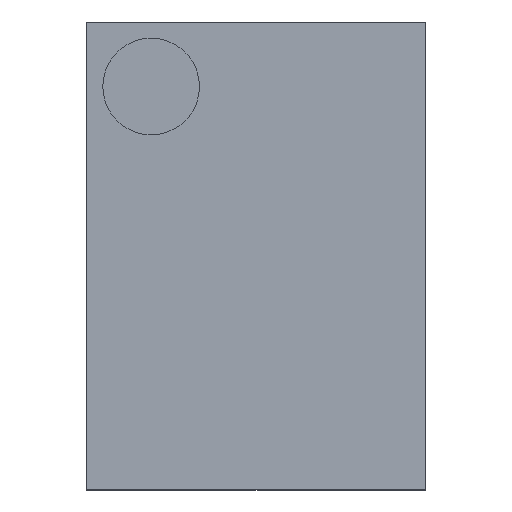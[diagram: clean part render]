
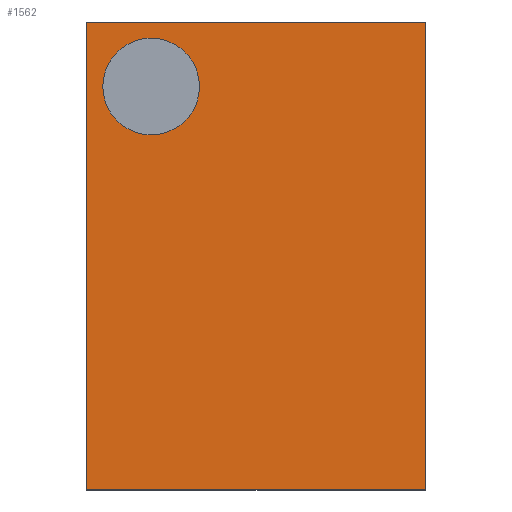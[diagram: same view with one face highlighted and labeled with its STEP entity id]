
A CAD part, top view. The second image highlights one B-rep face of the part: STEP entity #1562.
In plain terms, the highlighted planar face has unit normal (0, 0, 1).
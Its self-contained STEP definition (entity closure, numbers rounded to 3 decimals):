
#120=LINE($,#2342,#330);
#128=LINE($,#2355,#338);
#135=LINE($,#2364,#345);
#137=LINE($,#2367,#347);
#330=VECTOR($,#1904,1.45);
#338=VECTOR($,#1914,1.45);
#345=VECTOR($,#1923,1.05);
#347=VECTOR($,#1927,1.05);
#486=PLANE($,#1678);
#539=FACE_BOUND($,#676,.T.);
#581=FACE_OUTER_BOUND($,#675,.T.);
#675=EDGE_LOOP($,(#1313,#1314,#1315,#1316));
#676=EDGE_LOOP($,(#1317));
#731=CIRCLE($,#1638,0.15);
#735=VERTEX_POINT($,#2143);
#803=VERTEX_POINT($,#2339);
#804=VERTEX_POINT($,#2341);
#807=VERTEX_POINT($,#2352);
#808=VERTEX_POINT($,#2354);
#879=EDGE_CURVE($,#735,#735,#731,.T.);
#973=EDGE_CURVE($,#804,#803,#120,.T.);
#981=EDGE_CURVE($,#808,#807,#128,.T.);
#988=EDGE_CURVE($,#807,#804,#135,.T.);
#990=EDGE_CURVE($,#803,#808,#137,.T.);
#1313=ORIENTED_EDGE($,*,*,#990,.T.);
#1314=ORIENTED_EDGE($,*,*,#981,.T.);
#1315=ORIENTED_EDGE($,*,*,#988,.T.);
#1316=ORIENTED_EDGE($,*,*,#973,.T.);
#1317=ORIENTED_EDGE($,*,*,#879,.T.);
#1562=ADVANCED_FACE($,(#581,#539),#486,.T.);
#1638=AXIS2_PLACEMENT_3D($,#2144,#1739,#1740);
#1678=AXIS2_PLACEMENT_3D($,#2369,#1930,#1931);
#1739=DIRECTION('center_axis',(0.,0.,-1.));
#1740=DIRECTION('ref_axis',(0.,1.,0.));
#1904=DIRECTION($,(0.,-1.,0.));
#1914=DIRECTION($,(0.,1.,0.));
#1923=DIRECTION($,(-1.,0.,0.));
#1927=DIRECTION($,(1.,0.,0.));
#1930=DIRECTION('center_axis',(0.,0.,1.));
#1931=DIRECTION('ref_axis',(0.,-1.,0.));
#2143=CARTESIAN_POINT('',(-0.325,0.675,0.4));
#2144=CARTESIAN_POINT('Origin',(-0.325,0.525,0.4));
#2339=CARTESIAN_POINT('',(-0.525,-0.725,0.4));
#2341=CARTESIAN_POINT('',(-0.525,0.725,0.4));
#2342=CARTESIAN_POINT($,(-0.525,-0.725,0.4));
#2352=CARTESIAN_POINT('',(0.525,0.725,0.4));
#2354=CARTESIAN_POINT('',(0.525,-0.725,0.4));
#2355=CARTESIAN_POINT($,(0.525,0.725,0.4));
#2364=CARTESIAN_POINT($,(-0.525,0.725,0.4));
#2367=CARTESIAN_POINT($,(0.525,-0.725,0.4));
#2369=CARTESIAN_POINT('Origin',(0.,0.,0.4));
